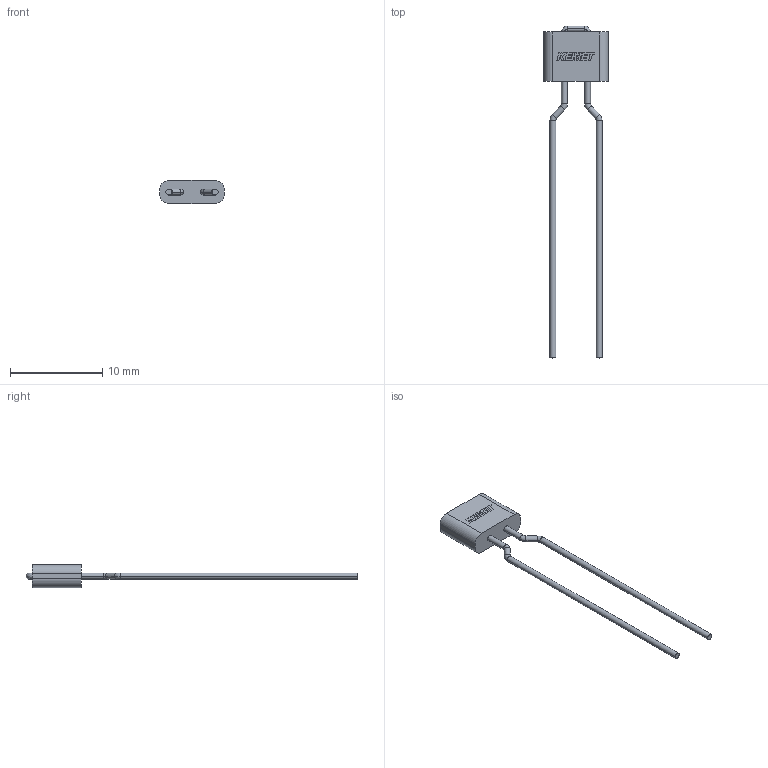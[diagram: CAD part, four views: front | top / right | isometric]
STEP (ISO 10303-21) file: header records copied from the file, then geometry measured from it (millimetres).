
FILE_DESCRIPTION (( 'STEP AP214' ), '1' );
FILE_NAME ('IL_B06R50_D2.5L6W7S5LL30.STEP', '2018-03-20T17:26:29', ( '' ), ( '' ), 'SwSTEP 2.0', 'SolidWorks 2014', '' );
FILE_SCHEMA (( 'AUTOMOTIVE_DESIGN' ));
Length unit declared in the file: millimetre
Products named in the file (1): IL_B06R50_D2.5L6W7S5LL30
Bounding box: 7 x 36 x 2.5 mm (x, y, z)
Volume: 110.2 mm3; surface area: 255.7 mm2
Topology: 1 solids, 1 shells, 93 faces, 236 edges, 150 vertices
Faces by surface type: plane 63, cylinder 16, torus 8, bspline 6
Entity records: 3289 total; most frequent: CARTESIAN_POINT 563, ORIENTED_EDGE 472, DIRECTION 462, EDGE_CURVE 236, VECTOR 184, LINE 184, VERTEX_POINT 150, AXIS2_PLACEMENT_3D 139
